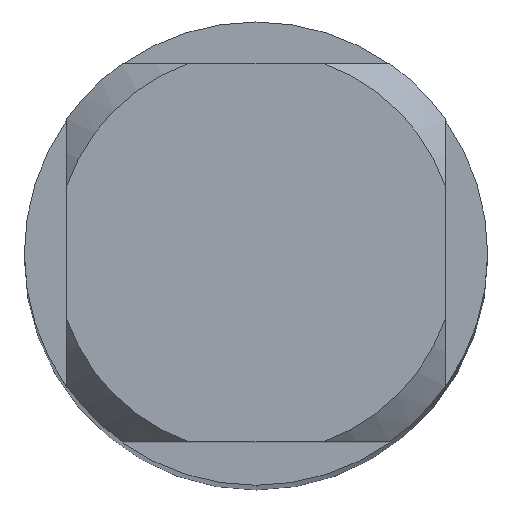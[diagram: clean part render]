
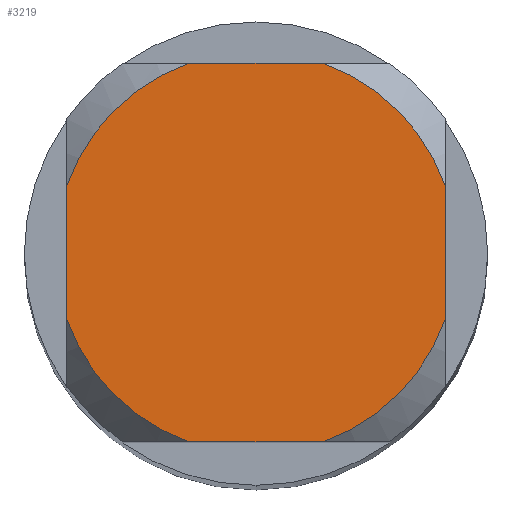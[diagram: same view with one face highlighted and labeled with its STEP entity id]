
A CAD part, top view. The second image highlights one B-rep face of the part: STEP entity #3219.
In plain terms, the highlighted planar face has unit normal (0, 0, 1).
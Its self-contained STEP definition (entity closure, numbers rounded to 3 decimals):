
#2909=VERTEX_POINT('',#8641);
#3219=ADVANCED_FACE('',(#8977),#8978,.T.);
#3313=VERTEX_POINT('',#9081);
#3317=EDGE_CURVE('',#6495,#5559,#9086,.T.);
#3477=VERTEX_POINT('',#9262);
#4709=EDGE_CURVE('',#6495,#7777,#10596,.T.);
#4993=EDGE_CURVE('',#5509,#3477,#10907,.T.);
#5509=VERTEX_POINT('',#11478);
#5523=EDGE_CURVE('',#5509,#5559,#11493,.T.);
#5559=VERTEX_POINT('',#11533);
#5697=EDGE_CURVE('',#2909,#7777,#11682,.T.);
#6041=VERTEX_POINT('',#12058);
#6071=EDGE_CURVE('',#3313,#6041,#12090,.T.);
#6495=VERTEX_POINT('',#12551);
#7297=EDGE_CURVE('',#3313,#3477,#13427,.T.);
#7389=EDGE_CURVE('',#2909,#6041,#13526,.T.);
#7777=VERTEX_POINT('',#13954);
#8641=CARTESIAN_POINT('',(0.87,2.45,0.0));
#8977=FACE_OUTER_BOUND('',#15442,.T.);
#8978=PLANE('',#15443);
#9081=CARTESIAN_POINT('',(-2.45,0.87,0.0));
#9086=CIRCLE('',#15610,2.6);
#9262=CARTESIAN_POINT('',(-2.45,-0.87,0.0));
#10596=LINE('',#18163,#18164);
#10907=CIRCLE('',#18743,2.6);
#11478=CARTESIAN_POINT('',(-0.87,-2.45,0.0));
#11493=LINE('',#19666,#19667);
#11533=CARTESIAN_POINT('',(0.87,-2.45,0.0));
#11682=CIRCLE('',#19979,2.6);
#12058=CARTESIAN_POINT('',(-0.87,2.45,0.0));
#12090=CIRCLE('',#20713,2.6);
#12551=CARTESIAN_POINT('',(2.45,-0.87,0.0));
#13427=LINE('',#22832,#22833);
#13526=LINE('',#23006,#23007);
#13954=CARTESIAN_POINT('',(2.45,0.87,0.0));
#15442=EDGE_LOOP('',(#25426,#25427,#25428,#25429,#25430,#25431,#25432,#25433));
#15443=AXIS2_PLACEMENT_3D('',#25434,#25435,#25436);
#15610=AXIS2_PLACEMENT_3D('',#25552,#25553,#25554);
#18163=CARTESIAN_POINT('',(2.45,0.65,0.0));
#18164=VECTOR('',#27125,1.0);
#18743=AXIS2_PLACEMENT_3D('',#27451,#27452,#27453);
#19666=CARTESIAN_POINT('',(0.0,-2.45,0.0));
#19667=VECTOR('',#28131,1.0);
#19979=AXIS2_PLACEMENT_3D('',#28329,#28330,#28331);
#20713=AXIS2_PLACEMENT_3D('',#28945,#28946,#28947);
#22832=CARTESIAN_POINT('',(-2.45,0.65,0.0));
#22833=VECTOR('',#30559,1.0);
#23006=CARTESIAN_POINT('',(0.0,2.45,0.0));
#23007=VECTOR('',#30642,1.0);
#25426=ORIENTED_EDGE('',*,*,#7297,.T.);
#25427=ORIENTED_EDGE('',*,*,#4993,.F.);
#25428=ORIENTED_EDGE('',*,*,#5523,.T.);
#25429=ORIENTED_EDGE('',*,*,#3317,.F.);
#25430=ORIENTED_EDGE('',*,*,#4709,.T.);
#25431=ORIENTED_EDGE('',*,*,#5697,.F.);
#25432=ORIENTED_EDGE('',*,*,#7389,.T.);
#25433=ORIENTED_EDGE('',*,*,#6071,.F.);
#25434=CARTESIAN_POINT('',(0.0,1.3,0.0));
#25435=DIRECTION('',(-0.0,0.0,1.0));
#25436=DIRECTION('',(0.0,-1.0,0.0));
#25552=CARTESIAN_POINT('',(0.0,0.0,0.0));
#25553=DIRECTION('',(0.0,0.0,-1.0));
#25554=DIRECTION('',(0.0,1.0,0.0));
#27125=DIRECTION('',(-0.0,1.0,0.0));
#27451=CARTESIAN_POINT('',(0.0,0.0,0.0));
#27452=DIRECTION('',(0.0,0.0,-1.0));
#27453=DIRECTION('',(0.0,1.0,0.0));
#28131=DIRECTION('',(1.0,0.0,0.0));
#28329=CARTESIAN_POINT('',(0.0,0.0,0.0));
#28330=DIRECTION('',(0.0,0.0,-1.0));
#28331=DIRECTION('',(0.0,1.0,0.0));
#28945=CARTESIAN_POINT('',(0.0,0.0,0.0));
#28946=DIRECTION('',(0.0,0.0,-1.0));
#28947=DIRECTION('',(0.0,1.0,0.0));
#30559=DIRECTION('',(-0.0,-1.0,0.0));
#30642=DIRECTION('',(-1.0,0.0,0.0));
